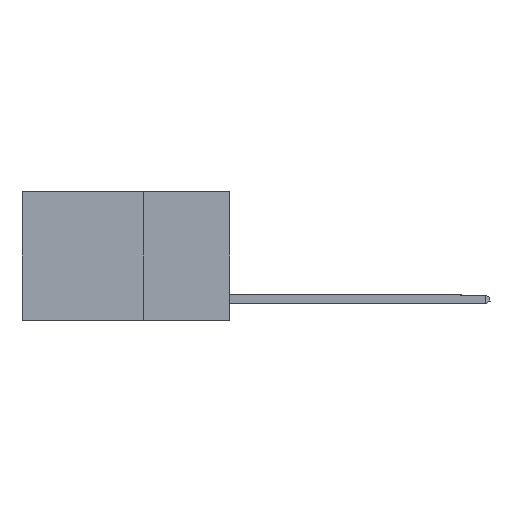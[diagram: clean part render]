
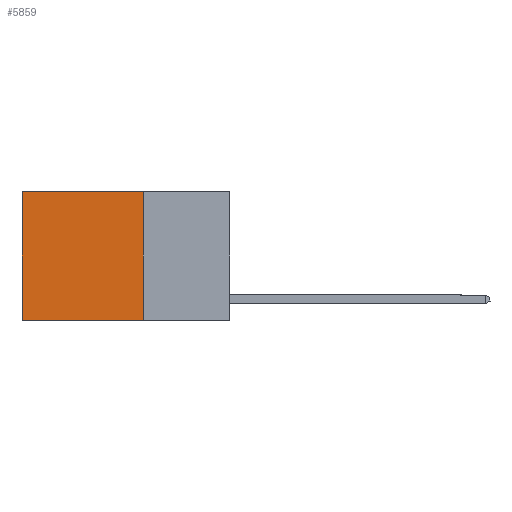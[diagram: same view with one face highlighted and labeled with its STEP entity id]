
A CAD part, left-side view. The second image highlights one B-rep face of the part: STEP entity #5859.
In plain terms, the highlighted planar face has unit normal (-1, 0, 0).
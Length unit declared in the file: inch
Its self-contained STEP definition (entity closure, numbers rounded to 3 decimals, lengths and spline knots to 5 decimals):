
#84 = CARTESIAN_POINT ( 'NONE',  ( 0.2625, 0.25, -0.37 ) ) ;
#736 = CARTESIAN_POINT ( 'NONE',  ( 0.2625, 0.25, 0. ) ) ;
#2053 = CARTESIAN_POINT ( 'NONE',  ( 0.2625, 0.25, -0.37 ) ) ;
#2164 = VERTEX_POINT ( 'NONE', #2053 ) ;
#2355 = ORIENTED_EDGE ( 'NONE', *, *, #15494, .T. ) ;
#2697 = DIRECTION ( 'NONE',  ( 1., 0., 0. ) ) ;
#3102 = VERTEX_POINT ( 'NONE', #22057 ) ;
#5859 = ADVANCED_FACE ( 'NONE', ( #8739 ), #10722, .F. ) ;
#5864 = EDGE_CURVE ( 'NONE', #3102, #2164, #24188, .T. ) ;
#6320 = ORIENTED_EDGE ( 'NONE', *, *, #5864, .F. ) ;
#6968 = LINE ( 'NONE', #84, #11693 ) ;
#7316 = CARTESIAN_POINT ( 'NONE',  ( 0.2625, 0.25, 0. ) ) ;
#8165 = CARTESIAN_POINT ( 'NONE',  ( 0.2625, 0.6, -0.37 ) ) ;
#8287 = EDGE_CURVE ( 'NONE', #2164, #18071, #6968, .T. ) ;
#8441 = LINE ( 'NONE', #12054, #12536 ) ;
#8739 = FACE_OUTER_BOUND ( 'NONE', #17366, .T. ) ;
#9359 = DIRECTION ( 'NONE',  ( 0., 1., 0. ) ) ;
#9392 = VECTOR ( 'NONE', #14855, 39.37008 ) ;
#10056 = VECTOR ( 'NONE', #9359, 39.37008 ) ;
#10675 = LINE ( 'NONE', #7316, #10056 ) ;
#10722 = PLANE ( 'NONE',  #21998 ) ;
#11693 = VECTOR ( 'NONE', #24231, 39.37008 ) ;
#12054 = CARTESIAN_POINT ( 'NONE',  ( 0.2625, 0.6, 0. ) ) ;
#12536 = VECTOR ( 'NONE', #24126, 39.37008 ) ;
#14764 = CARTESIAN_POINT ( 'NONE',  ( 0.2625, 0.25, 0. ) ) ;
#14855 = DIRECTION ( 'NONE',  ( 0., 0., -1. ) ) ;
#15084 = ORIENTED_EDGE ( 'NONE', *, *, #22321, .T. ) ;
#15494 = EDGE_CURVE ( 'NONE', #25956, #18071, #8441, .T. ) ;
#16809 = DIRECTION ( 'NONE',  ( 0., 0., -1. ) ) ;
#17366 = EDGE_LOOP ( 'NONE', ( #2355, #25877, #6320, #15084 ) ) ;
#18071 = VERTEX_POINT ( 'NONE', #8165 ) ;
#19750 = CARTESIAN_POINT ( 'NONE',  ( 0.2625, 0.6, 0. ) ) ;
#21998 = AXIS2_PLACEMENT_3D ( 'NONE', #14764, #2697, #16809 ) ;
#22057 = CARTESIAN_POINT ( 'NONE',  ( 0.2625, 0.25, 0. ) ) ;
#22321 = EDGE_CURVE ( 'NONE', #3102, #25956, #10675, .T. ) ;
#24126 = DIRECTION ( 'NONE',  ( 0., 0., -1. ) ) ;
#24188 = LINE ( 'NONE', #736, #9392 ) ;
#24231 = DIRECTION ( 'NONE',  ( 0., 1., 0. ) ) ;
#25877 = ORIENTED_EDGE ( 'NONE', *, *, #8287, .F. ) ;
#25956 = VERTEX_POINT ( 'NONE', #19750 ) ;
